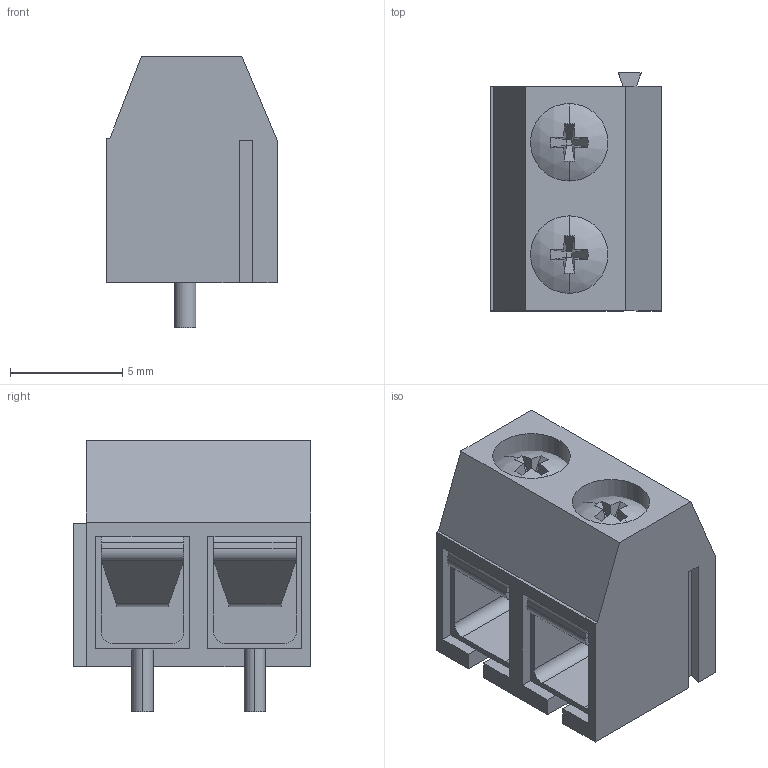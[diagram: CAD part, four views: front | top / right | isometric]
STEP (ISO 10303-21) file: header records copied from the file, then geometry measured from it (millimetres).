
FILE_DESCRIPTION (( 'STEP AP214' ), '1' );
FILE_NAME ('Terminal Block 2-pin.STEP', '2025-12-10T13:59:37', ( '' ), ( '' ), 'SwSTEP 2.0', 'SolidWorks 2024', '' );
FILE_SCHEMA (( 'AUTOMOTIVE_DESIGN' ));
Length unit declared in the file: millimetre
Products named in the file (1): Terminal Block 2-pin
Bounding box: 7.6 x 10.6 x 12.1 mm (x, y, z)
Volume: 554.9 mm3; surface area: 1504.5 mm2
Topology: 9 solids, 9 shells, 195 faces, 453 edges, 282 vertices
Faces by surface type: plane 141, cylinder 42, torus 4, sphere 4, bspline 4
Entity records: 7917 total; most frequent: CARTESIAN_POINT 1279, DIRECTION 949, ORIENTED_EDGE 906, EDGE_CURVE 453, AXIS2_PLACEMENT_3D 320, LINE 309, VECTOR 309, VERTEX_POINT 282
